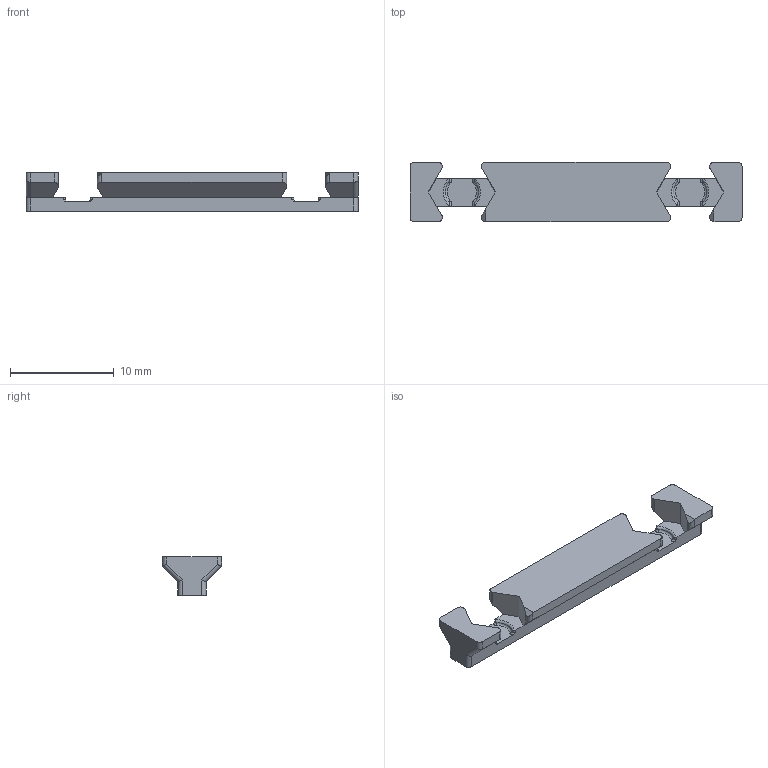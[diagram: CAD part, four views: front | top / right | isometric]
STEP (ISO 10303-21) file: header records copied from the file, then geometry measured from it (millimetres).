
FILE_DESCRIPTION(/* description */ (''),/* implementation_level */ '2;1');
FILE_NAME(/* name */ 'Frame_Attachment_x6.step',/* time_stamp */ '2025-12-31T11:01:48-05:00',/* author */ (''),/* organization */ (''),/* preprocessor_version */ 'ST-DEVELOPER v20.1',/* originating_system */ 'Autodesk Translation Framework v14.21.0.0',/* authorisation */ '');
FILE_SCHEMA (('AUTOMOTIVE_DESIGN { 1 0 10303 214 3 1 1 }'));
Length unit declared in the file: millimetre
Products named in the file (1): Z_Stepper_Right
Bounding box: 32 x 5.7 x 3.7 mm (x, y, z)
Volume: 355.3 mm3; surface area: 546.9 mm2
Topology: 1 solids, 1 shells, 80 faces, 210 edges, 132 vertices
Faces by surface type: plane 36, cylinder 28, torus 16
Entity records: 2590 total; most frequent: CARTESIAN_POINT 551, DIRECTION 432, ORIENTED_EDGE 420, EDGE_CURVE 210, AXIS2_PLACEMENT_3D 157, VERTEX_POINT 132, LINE 118, VECTOR 118
